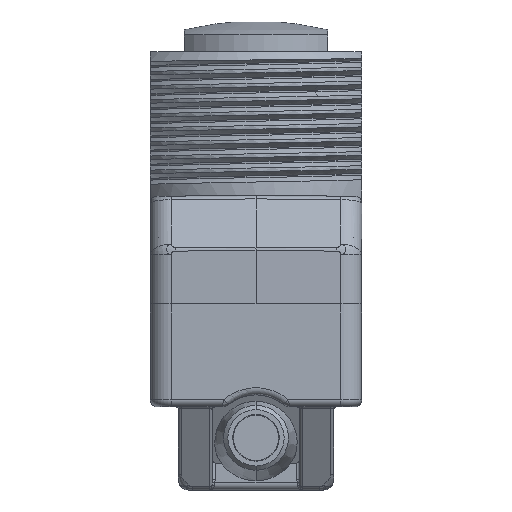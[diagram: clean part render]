
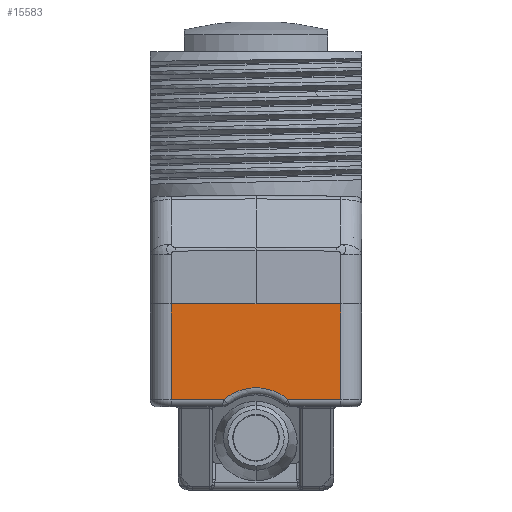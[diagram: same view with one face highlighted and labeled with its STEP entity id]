
A CAD part, front view. The second image highlights one B-rep face of the part: STEP entity #15583.
In plain terms, the highlighted planar face has unit normal (0, -1, 0).
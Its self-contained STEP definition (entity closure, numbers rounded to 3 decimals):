
#5287=CARTESIAN_POINT('',(-2.305,-17.25,
-6.8));
#5314=CARTESIAN_POINT('',(0.,-17.25,-9.5));
#5315=DIRECTION('',(0.,1.,0.));
#5316=DIRECTION('',(-0.649,0.,0.761));
#5317=AXIS2_PLACEMENT_3D('',#5314,#5315,#5316);
#5319=CARTESIAN_POINT('',(2.305,-17.25,
-6.8));
#5349=DIRECTION('',(-1.,0.,0.));
#5350=VECTOR('',#5349,3.695);
#5351=CARTESIAN_POINT('',(6.,-17.25,-6.8));
#5352=LINE('',#5351,#5350);
#5362=DIRECTION('',(1.,0.,0.));
#5363=VECTOR('',#5362,6.);
#5364=CARTESIAN_POINT('',(-6.,-17.25,0.));
#5365=LINE('',#5364,#5363);
#5366=DIRECTION('',(1.,0.,0.));
#5367=VECTOR('',#5366,6.);
#5368=CARTESIAN_POINT('',(0.,-17.25,0.));
#5369=LINE('',#5368,#5367);
#5599=DIRECTION('',(0.,0.,1.));
#5600=VECTOR('',#5599,6.8);
#5601=CARTESIAN_POINT('',(6.,-17.25,-6.8));
#5602=LINE('',#5601,#5600);
#7340=DIRECTION('',(-1.,0.,0.));
#7341=VECTOR('',#7340,3.695);
#7342=CARTESIAN_POINT('',(-2.305,-17.25,
-6.8));
#7343=LINE('',#7342,#7341);
#7377=DIRECTION('',(0.,0.,-1.));
#7378=VECTOR('',#7377,6.8);
#7379=CARTESIAN_POINT('',(-6.,-17.25,0.));
#7380=LINE('',#7379,#7378);
#8847=CARTESIAN_POINT('',(6.,-17.25,-6.8));
#8848=VERTEX_POINT('',#8847);
#8865=CARTESIAN_POINT('',(-6.,-17.25,-6.8));
#8866=VERTEX_POINT('',#8865);
#8871=CARTESIAN_POINT('',(-6.,-17.25,0.));
#8872=VERTEX_POINT('',#8871);
#8873=CARTESIAN_POINT('',(6.,-17.25,0.));
#8874=VERTEX_POINT('',#8873);
#8875=VERTEX_POINT('',#5319);
#8879=VERTEX_POINT('',#5287);
#8921=CARTESIAN_POINT('',(0.,-17.25,0.));
#8923=VERTEX_POINT('',#8921);
#15565=CARTESIAN_POINT('',(0.,-17.25,0.));
#15566=DIRECTION('',(0.,1.,0.));
#15567=DIRECTION('',(1.,0.,0.));
#15568=AXIS2_PLACEMENT_3D('',#15565,#15566,#15567);
#15569=PLANE('',#15568);
#15570=ORIENTED_EDGE('',*,*,#9396,.T.);
#15572=ORIENTED_EDGE('',*,*,#15571,.T.);
#15574=ORIENTED_EDGE('',*,*,#15573,.F.);
#15575=ORIENTED_EDGE('',*,*,#15556,.T.);
#15576=ORIENTED_EDGE('',*,*,#15496,.F.);
#15578=ORIENTED_EDGE('',*,*,#15577,.T.);
#15580=ORIENTED_EDGE('',*,*,#15579,.F.);
#15581=EDGE_LOOP('',(#15570,#15572,#15574,#15575,#15576,#15578,#15580));
#15582=FACE_OUTER_BOUND('',#15581,.F.);
#15583=ADVANCED_FACE('',(#15582),#15569,.F.);
#5318=CIRCLE('',#5317,3.55);
#9396=EDGE_CURVE('',#8872,#8923,#5365,.T.);
#15496=EDGE_CURVE('',#8879,#8875,#5318,.T.);
#15556=EDGE_CURVE('',#8848,#8875,#5352,.T.);
#15571=EDGE_CURVE('',#8923,#8874,#5369,.T.);
#15573=EDGE_CURVE('',#8848,#8874,#5602,.T.);
#15577=EDGE_CURVE('',#8879,#8866,#7343,.T.);
#15579=EDGE_CURVE('',#8872,#8866,#7380,.T.);
